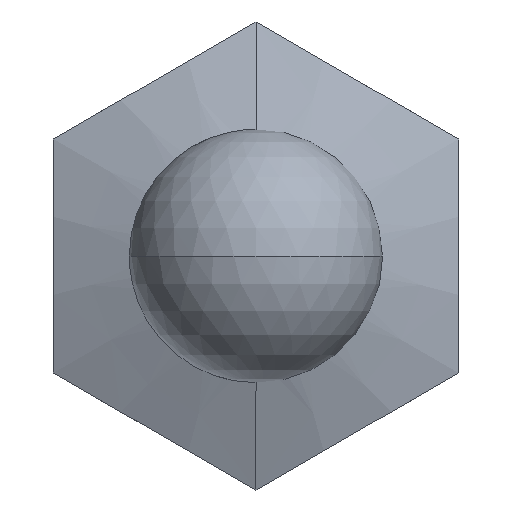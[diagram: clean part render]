
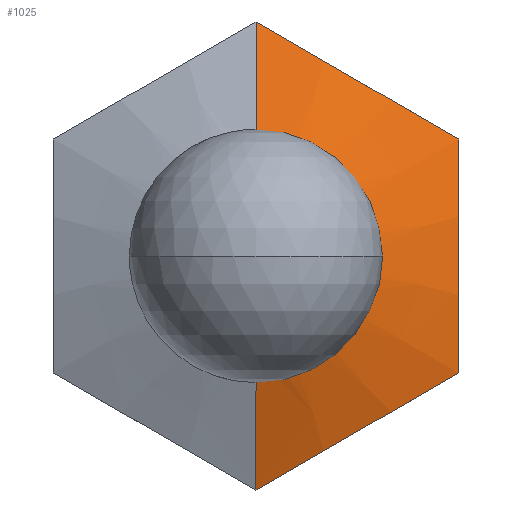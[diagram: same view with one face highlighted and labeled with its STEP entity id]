
A CAD part, front view. The second image highlights one B-rep face of the part: STEP entity #1025.
In plain terms, the highlighted conical face has half-angle 70 degrees and reference radius 13.9 mm.
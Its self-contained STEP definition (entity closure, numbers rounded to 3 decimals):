
#5 = CARTESIAN_POINT ( 'NONE',  ( 0., -7.625, 13.9 ) ) ;
#18 = CARTESIAN_POINT ( 'NONE',  ( 12., -8.317, -1.145 ) ) ;
#41 = ORIENTED_EDGE ( 'NONE', *, *, #527, .F. ) ;
#43 = VERTEX_POINT ( 'NONE', #765 ) ;
#60 = CARTESIAN_POINT ( 'NONE',  ( 0., -7.625, 0. ) ) ;
#67 = B_SPLINE_CURVE_WITH_KNOTS ( 'NONE', 3,
 ( #757, #300, #973, #541, #18, #615, #123, #688, #217, #758 ),
 .UNSPECIFIED., .F., .F.,
 ( 4, 2, 2, 2, 4 ),
 ( 0.012, 0.015, 0.019, 0.022, 0.026 ),
 .UNSPECIFIED. ) ;
#70 = CARTESIAN_POINT ( 'NONE',  ( 1., -7.851, -13.279 ) ) ;
#84 = CARTESIAN_POINT ( 'NONE',  ( 0., -7.641, -13.856 ) ) ;
#90 = CARTESIAN_POINT ( 'NONE',  ( 4., -8.254, -11.547 ) ) ;
#94 = CARTESIAN_POINT ( 'NONE',  ( 0., -7.641, 13.856 ) ) ;
#123 = CARTESIAN_POINT ( 'NONE',  ( 12., -8.254, 2.321 ) ) ;
#146 = CARTESIAN_POINT ( 'NONE',  ( 2., -8.021, -12.702 ) ) ;
#149 = AXIS2_PLACEMENT_3D ( 'NONE', #60, #418, #500 ) ;
#177 = CARTESIAN_POINT ( 'NONE',  ( 0., -7.641, 13.856 ) ) ;
#197 = B_SPLINE_CURVE_WITH_KNOTS ( 'NONE', 3,
 ( #807, #276, #888, #444, #952, #523, #1027, #596, #94 ),
 .UNSPECIFIED., .F., .F.,
 ( 4, 2, 1, 2, 4 ),
 ( 0., 0.003, 0.007, 0.01, 0.014 ),
 .UNSPECIFIED. ) ;
#217 = CARTESIAN_POINT ( 'NONE',  ( 12., -7.85, 5.778 ) ) ;
#229 = LINE ( 'NONE', #5, #844 ) ;
#236 = EDGE_CURVE ( 'NONE', #43, #638, #272, .T. ) ;
#272 = CIRCLE ( 'NONE', #697, 6. ) ;
#276 = CARTESIAN_POINT ( 'NONE',  ( 11., -7.851, 7.506 ) ) ;
#285 = CARTESIAN_POINT ( 'NONE',  ( 0., -7.641, -13.856 ) ) ;
#300 = CARTESIAN_POINT ( 'NONE',  ( 12., -7.85, -5.78 ) ) ;
#325 = CARTESIAN_POINT ( 'NONE',  ( 12., -7.641, -6.928 ) ) ;
#345 = CONICAL_SURFACE ( 'NONE', #149, 13.9, 1.222 ) ;
#350 = B_SPLINE_CURVE_WITH_KNOTS ( 'NONE', 3,
 ( #285, #70, #146, #90, #415, #690, #701, #390, #325 ),
 .UNSPECIFIED., .F., .F.,
 ( 4, 2, 1, 2, 4 ),
 ( 0., 0.003, 0.007, 0.01, 0.014 ),
 .UNSPECIFIED. ) ;
#359 = DIRECTION ( 'NONE',  ( 0., 0., 1. ) ) ;
#362 = VERTEX_POINT ( 'NONE', #177 ) ;
#364 = DIRECTION ( 'NONE',  ( 0., 1., 0. ) ) ;
#367 = CARTESIAN_POINT ( 'NONE',  ( 0., -10.5, 0. ) ) ;
#369 = CARTESIAN_POINT ( 'NONE',  ( 0., -7.625, -13.9 ) ) ;
#379 = ORIENTED_EDGE ( 'NONE', *, *, #770, .T. ) ;
#390 = CARTESIAN_POINT ( 'NONE',  ( 11., -7.851, -7.506 ) ) ;
#408 = VERTEX_POINT ( 'NONE', #84 ) ;
#415 = CARTESIAN_POINT ( 'NONE',  ( 6., -8.378, -10.392 ) ) ;
#418 = DIRECTION ( 'NONE',  ( 0., 1., 0. ) ) ;
#420 = DIRECTION ( 'NONE',  ( 0., 0.342, 0.94 ) ) ;
#435 = ORIENTED_EDGE ( 'NONE', *, *, #855, .T. ) ;
#438 = VECTOR ( 'NONE', #895, 1000. ) ;
#444 = CARTESIAN_POINT ( 'NONE',  ( 8., -8.254, 9.238 ) ) ;
#447 = EDGE_CURVE ( 'NONE', #408, #493, #350, .T. ) ;
#493 = VERTEX_POINT ( 'NONE', #989 ) ;
#500 = DIRECTION ( 'NONE',  ( 0., 0., 1. ) ) ;
#523 = CARTESIAN_POINT ( 'NONE',  ( 4., -8.254, 11.547 ) ) ;
#527 = EDGE_CURVE ( 'NONE', #43, #362, #229, .T. ) ;
#540 = CARTESIAN_POINT ( 'NONE',  ( 12., -7.641, 6.928 ) ) ;
#541 = CARTESIAN_POINT ( 'NONE',  ( 12., -8.255, -2.301 ) ) ;
#596 = CARTESIAN_POINT ( 'NONE',  ( 1., -7.851, 13.279 ) ) ;
#615 = CARTESIAN_POINT ( 'NONE',  ( 12., -8.316, 1.167 ) ) ;
#638 = VERTEX_POINT ( 'NONE', #728 ) ;
#643 = ORIENTED_EDGE ( 'NONE', *, *, #236, .T. ) ;
#661 = EDGE_CURVE ( 'NONE', #822, #362, #197, .T. ) ;
#688 = CARTESIAN_POINT ( 'NONE',  ( 12., -8.02, 4.626 ) ) ;
#690 = CARTESIAN_POINT ( 'NONE',  ( 8., -8.254, -9.238 ) ) ;
#697 = AXIS2_PLACEMENT_3D ( 'NONE', #367, #364, #359 ) ;
#701 = CARTESIAN_POINT ( 'NONE',  ( 10., -8.021, -8.083 ) ) ;
#728 = CARTESIAN_POINT ( 'NONE',  ( 0., -10.5, -6. ) ) ;
#729 = ORIENTED_EDGE ( 'NONE', *, *, #661, .T. ) ;
#757 = CARTESIAN_POINT ( 'NONE',  ( 12., -7.641, -6.928 ) ) ;
#758 = CARTESIAN_POINT ( 'NONE',  ( 12., -7.641, 6.928 ) ) ;
#765 = CARTESIAN_POINT ( 'NONE',  ( 0., -10.5, 6. ) ) ;
#770 = EDGE_CURVE ( 'NONE', #638, #408, #805, .T. ) ;
#772 = FACE_OUTER_BOUND ( 'NONE', #813, .T. ) ;
#805 = LINE ( 'NONE', #369, #438 ) ;
#807 = CARTESIAN_POINT ( 'NONE',  ( 12., -7.641, 6.928 ) ) ;
#813 = EDGE_LOOP ( 'NONE', ( #643, #379, #912, #435, #729, #41 ) ) ;
#822 = VERTEX_POINT ( 'NONE', #540 ) ;
#844 = VECTOR ( 'NONE', #420, 1000. ) ;
#855 = EDGE_CURVE ( 'NONE', #493, #822, #67, .T. ) ;
#888 = CARTESIAN_POINT ( 'NONE',  ( 10., -8.021, 8.083 ) ) ;
#895 = DIRECTION ( 'NONE',  ( 0., 0.342, -0.94 ) ) ;
#912 = ORIENTED_EDGE ( 'NONE', *, *, #447, .T. ) ;
#952 = CARTESIAN_POINT ( 'NONE',  ( 6., -8.378, 10.392 ) ) ;
#973 = CARTESIAN_POINT ( 'NONE',  ( 12., -8.021, -4.618 ) ) ;
#989 = CARTESIAN_POINT ( 'NONE',  ( 12., -7.641, -6.928 ) ) ;
#1025 = ADVANCED_FACE ( 'NONE', ( #772 ), #345, .T. ) ;
#1027 = CARTESIAN_POINT ( 'NONE',  ( 2., -8.021, 12.702 ) ) ;
